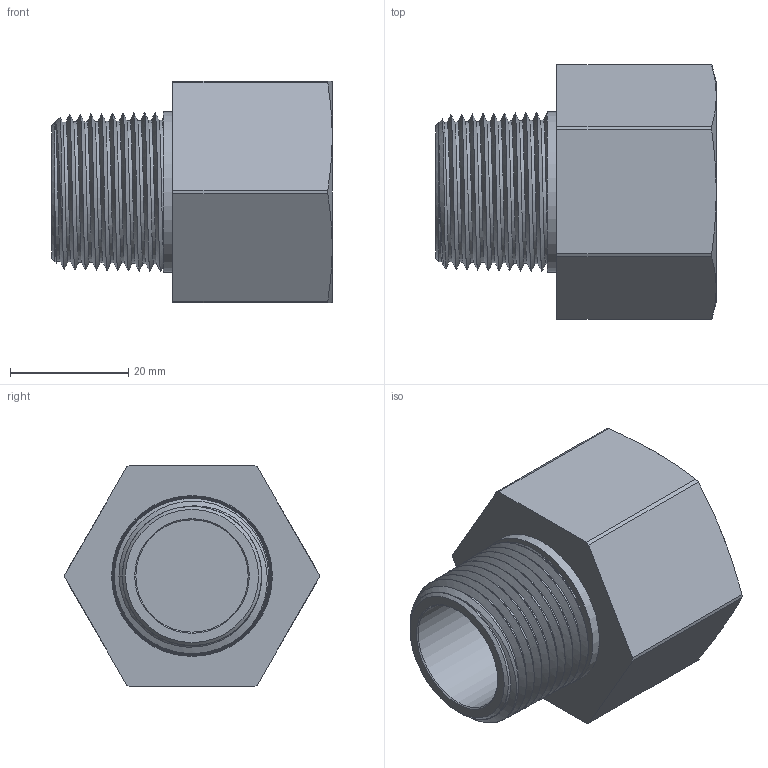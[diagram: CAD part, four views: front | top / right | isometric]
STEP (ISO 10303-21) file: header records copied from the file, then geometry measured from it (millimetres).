
FILE_DESCRIPTION(/* description */ ('Erweiterung NPT 3/4" / NPT 1"'),/* implementation_level */ '2;1');
FILE_NAME(/* name */ 'RX745404-RST.stp',/* time_stamp */ '2023-01-23T08:05:47+01:00',/* author */ ('sl'),/* organization */ (''),/* preprocessor_version */ 'ST-DEVELOPER v16.5',/* originating_system */ 'Autodesk Inventor 2017',/* authorisation */ '');
FILE_SCHEMA (('AUTOMOTIVE_DESIGN { 1 0 10303 214 3 1 1 }'));
Length unit declared in the file: millimetre
Products named in the file (1): RX745404
Bounding box: 47.5 x 43.05 x 37.6 mm (x, y, z)
Volume: 19734.3 mm3; surface area: 17520.8 mm2
Topology: 1 solids, 1 shells, 43 faces, 103 edges, 66 vertices
Faces by surface type: cone 14, plane 12, cylinder 9, bspline 8
Full cylindrical faces by diameter (mm): 19.04 x1, 27.25 x1, 28.193 x1
Entity records: 8097 total; most frequent: CARTESIAN_POINT 7223, ORIENTED_EDGE 176, DIRECTION 156, EDGE_CURVE 88, AXIS2_PLACEMENT_3D 69, VERTEX_POINT 60, EDGE_LOOP 54, FACE_OUTER_BOUND 41
